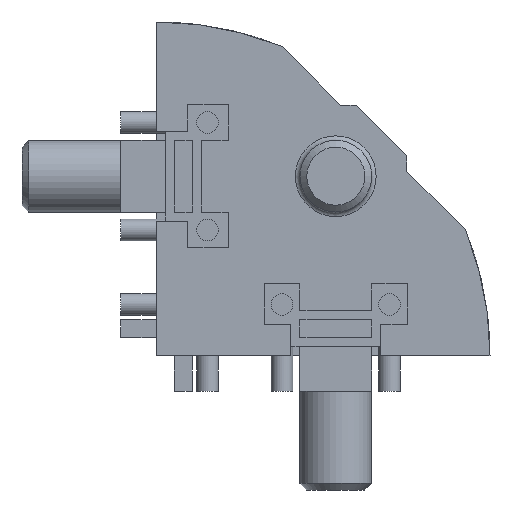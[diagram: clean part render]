
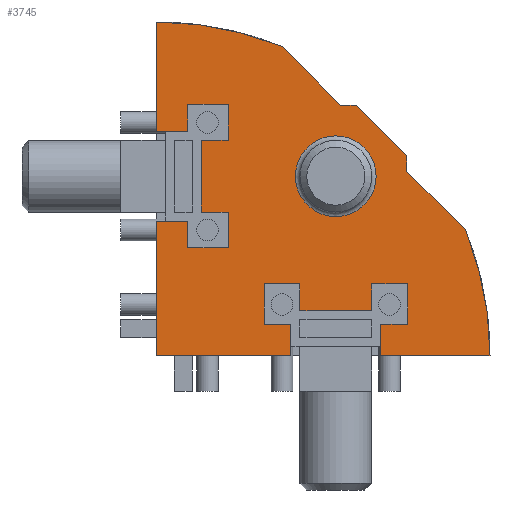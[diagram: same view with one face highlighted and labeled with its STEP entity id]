
A CAD part, left-side view. The second image highlights one B-rep face of the part: STEP entity #3745.
In plain terms, the highlighted planar face has unit normal (-1, 0, 0).
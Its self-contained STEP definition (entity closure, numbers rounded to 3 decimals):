
#59=FACE_BOUND('',#1411,.T.);
#166=PLANE('',#4044);
#462=LINE('',#5872,#867);
#465=LINE('',#5877,#870);
#467=LINE('',#5881,#872);
#469=LINE('',#5885,#874);
#471=LINE('',#5889,#876);
#473=LINE('',#5893,#878);
#475=LINE('',#5897,#880);
#480=LINE('',#5906,#885);
#481=LINE('',#5909,#886);
#484=LINE('',#5915,#889);
#487=LINE('',#5921,#892);
#490=LINE('',#5927,#895);
#493=LINE('',#5933,#898);
#496=LINE('',#5939,#901);
#499=LINE('',#5945,#904);
#502=LINE('',#5951,#907);
#505=LINE('',#5957,#910);
#508=LINE('',#5963,#913);
#513=LINE('',#5971,#918);
#514=LINE('',#5974,#919);
#516=LINE('',#5978,#921);
#518=LINE('',#5981,#923);
#534=LINE('',#6030,#939);
#535=LINE('',#6032,#940);
#541=LINE('',#6043,#946);
#542=LINE('',#6044,#947);
#546=LINE('',#6054,#951);
#547=LINE('',#6056,#952);
#548=LINE('',#6058,#953);
#549=LINE('',#6060,#954);
#550=LINE('',#6061,#955);
#867=VECTOR('',#4704,1000.);
#870=VECTOR('',#4709,1000.);
#872=VECTOR('',#4713,1000.);
#874=VECTOR('',#4717,1000.);
#876=VECTOR('',#4721,1000.);
#878=VECTOR('',#4725,1000.);
#880=VECTOR('',#4729,1000.);
#885=VECTOR('',#4736,1000.);
#886=VECTOR('',#4739,1000.);
#889=VECTOR('',#4744,1000.);
#892=VECTOR('',#4749,1000.);
#895=VECTOR('',#4754,1000.);
#898=VECTOR('',#4759,1000.);
#901=VECTOR('',#4764,1000.);
#904=VECTOR('',#4769,1000.);
#907=VECTOR('',#4774,1000.);
#910=VECTOR('',#4779,1000.);
#913=VECTOR('',#4784,1000.);
#918=VECTOR('',#4791,1000.);
#919=VECTOR('',#4794,1000.);
#921=VECTOR('',#4798,1000.);
#923=VECTOR('',#4802,1000.);
#939=VECTOR('',#4860,1000.);
#940=VECTOR('',#4861,1000.);
#946=VECTOR('',#4869,1000.);
#947=VECTOR('',#4870,1000.);
#951=VECTOR('',#4878,1000.);
#952=VECTOR('',#4879,1000.);
#953=VECTOR('',#4880,1000.);
#954=VECTOR('',#4881,1000.);
#955=VECTOR('',#4882,1000.);
#1192=FACE_OUTER_BOUND('',#1410,.T.);
#1410=EDGE_LOOP('',(#3226,#3227,#3228,#3229,#3230,#3231,#3232,#3233,#3234,
#3235,#3236,#3237,#3238,#3239,#3240,#3241,#3242,#3243,#3244,#3245,#3246,
#3247,#3248,#3249,#3250,#3251,#3252,#3253,#3254,#3255,#3256,#3257,#3258));
#1411=EDGE_LOOP('',(#3259,#3260));
#1565=CIRCLE('',#4038,37.2);
#1566=CIRCLE('',#4040,37.2);
#1568=CIRCLE('',#4045,4.5);
#1569=CIRCLE('',#4046,4.5);
#1842=VERTEX_POINT('',#5870);
#1843=VERTEX_POINT('',#5871);
#1844=VERTEX_POINT('',#5876);
#1845=VERTEX_POINT('',#5880);
#1846=VERTEX_POINT('',#5884);
#1847=VERTEX_POINT('',#5888);
#1848=VERTEX_POINT('',#5892);
#1849=VERTEX_POINT('',#5896);
#1850=VERTEX_POINT('',#5900);
#1852=VERTEX_POINT('',#5904);
#1853=VERTEX_POINT('',#5908);
#1855=VERTEX_POINT('',#5914);
#1857=VERTEX_POINT('',#5920);
#1859=VERTEX_POINT('',#5926);
#1861=VERTEX_POINT('',#5932);
#1863=VERTEX_POINT('',#5938);
#1865=VERTEX_POINT('',#5944);
#1867=VERTEX_POINT('',#5950);
#1869=VERTEX_POINT('',#5956);
#1871=VERTEX_POINT('',#5962);
#1872=VERTEX_POINT('',#5967);
#1873=VERTEX_POINT('',#5969);
#1874=VERTEX_POINT('',#5973);
#1875=VERTEX_POINT('',#5977);
#1877=VERTEX_POINT('',#5987);
#1885=VERTEX_POINT('',#6019);
#1886=VERTEX_POINT('',#6021);
#1887=VERTEX_POINT('',#6025);
#1888=VERTEX_POINT('',#6031);
#1896=VERTEX_POINT('',#6053);
#1897=VERTEX_POINT('',#6055);
#1898=VERTEX_POINT('',#6057);
#1899=VERTEX_POINT('',#6059);
#1900=VERTEX_POINT('',#6062);
#1901=VERTEX_POINT('',#6063);
#2288=EDGE_CURVE('',#1842,#1843,#462,.T.);
#2291=EDGE_CURVE('',#1844,#1842,#465,.T.);
#2293=EDGE_CURVE('',#1845,#1844,#467,.T.);
#2295=EDGE_CURVE('',#1846,#1845,#469,.T.);
#2297=EDGE_CURVE('',#1847,#1846,#471,.T.);
#2299=EDGE_CURVE('',#1848,#1847,#473,.T.);
#2301=EDGE_CURVE('',#1849,#1848,#475,.T.);
#2306=EDGE_CURVE('',#1852,#1850,#480,.T.);
#2307=EDGE_CURVE('',#1853,#1852,#481,.T.);
#2310=EDGE_CURVE('',#1855,#1853,#484,.T.);
#2313=EDGE_CURVE('',#1857,#1855,#487,.T.);
#2316=EDGE_CURVE('',#1859,#1857,#490,.T.);
#2319=EDGE_CURVE('',#1861,#1859,#493,.T.);
#2322=EDGE_CURVE('',#1863,#1861,#496,.T.);
#2325=EDGE_CURVE('',#1865,#1863,#499,.T.);
#2328=EDGE_CURVE('',#1867,#1865,#502,.T.);
#2331=EDGE_CURVE('',#1869,#1867,#505,.T.);
#2334=EDGE_CURVE('',#1871,#1869,#508,.T.);
#2339=EDGE_CURVE('',#1873,#1872,#513,.T.);
#2340=EDGE_CURVE('',#1874,#1873,#514,.T.);
#2342=EDGE_CURVE('',#1875,#1874,#516,.T.);
#2344=EDGE_CURVE('',#1843,#1875,#518,.T.);
#2364=EDGE_CURVE('',#1886,#1885,#1565,.T.);
#2366=EDGE_CURVE('',#1877,#1887,#1566,.T.);
#2369=EDGE_CURVE('',#1871,#1877,#534,.T.);
#2370=EDGE_CURVE('',#1888,#1850,#535,.T.);
#2376=EDGE_CURVE('',#1849,#1888,#541,.T.);
#2377=EDGE_CURVE('',#1885,#1872,#542,.T.);
#2382=EDGE_CURVE('',#1887,#1896,#546,.T.);
#2383=EDGE_CURVE('',#1896,#1897,#547,.T.);
#2384=EDGE_CURVE('',#1897,#1898,#548,.T.);
#2385=EDGE_CURVE('',#1898,#1899,#549,.T.);
#2386=EDGE_CURVE('',#1899,#1886,#550,.T.);
#2387=EDGE_CURVE('',#1900,#1901,#1568,.T.);
#2388=EDGE_CURVE('',#1901,#1900,#1569,.T.);
#3226=ORIENTED_EDGE('',*,*,#2334,.F.);
#3227=ORIENTED_EDGE('',*,*,#2369,.T.);
#3228=ORIENTED_EDGE('',*,*,#2366,.T.);
#3229=ORIENTED_EDGE('',*,*,#2382,.T.);
#3230=ORIENTED_EDGE('',*,*,#2383,.T.);
#3231=ORIENTED_EDGE('',*,*,#2384,.T.);
#3232=ORIENTED_EDGE('',*,*,#2385,.T.);
#3233=ORIENTED_EDGE('',*,*,#2386,.T.);
#3234=ORIENTED_EDGE('',*,*,#2364,.T.);
#3235=ORIENTED_EDGE('',*,*,#2377,.T.);
#3236=ORIENTED_EDGE('',*,*,#2339,.F.);
#3237=ORIENTED_EDGE('',*,*,#2340,.F.);
#3238=ORIENTED_EDGE('',*,*,#2342,.F.);
#3239=ORIENTED_EDGE('',*,*,#2344,.F.);
#3240=ORIENTED_EDGE('',*,*,#2288,.F.);
#3241=ORIENTED_EDGE('',*,*,#2291,.F.);
#3242=ORIENTED_EDGE('',*,*,#2293,.F.);
#3243=ORIENTED_EDGE('',*,*,#2295,.F.);
#3244=ORIENTED_EDGE('',*,*,#2297,.F.);
#3245=ORIENTED_EDGE('',*,*,#2299,.F.);
#3246=ORIENTED_EDGE('',*,*,#2301,.F.);
#3247=ORIENTED_EDGE('',*,*,#2376,.T.);
#3248=ORIENTED_EDGE('',*,*,#2370,.T.);
#3249=ORIENTED_EDGE('',*,*,#2306,.F.);
#3250=ORIENTED_EDGE('',*,*,#2307,.F.);
#3251=ORIENTED_EDGE('',*,*,#2310,.F.);
#3252=ORIENTED_EDGE('',*,*,#2313,.F.);
#3253=ORIENTED_EDGE('',*,*,#2316,.F.);
#3254=ORIENTED_EDGE('',*,*,#2319,.F.);
#3255=ORIENTED_EDGE('',*,*,#2322,.F.);
#3256=ORIENTED_EDGE('',*,*,#2325,.F.);
#3257=ORIENTED_EDGE('',*,*,#2328,.F.);
#3258=ORIENTED_EDGE('',*,*,#2331,.F.);
#3259=ORIENTED_EDGE('',*,*,#2387,.F.);
#3260=ORIENTED_EDGE('',*,*,#2388,.F.);
#3745=ADVANCED_FACE('',(#1192,#59),#166,.T.);
#4038=AXIS2_PLACEMENT_3D('',#6022,#4849,#4850);
#4040=AXIS2_PLACEMENT_3D('',#6026,#4854,#4855);
#4044=AXIS2_PLACEMENT_3D('',#6052,#4876,#4877);
#4045=AXIS2_PLACEMENT_3D('',#6064,#4883,#4884);
#4046=AXIS2_PLACEMENT_3D('',#6065,#4885,#4886);
#4704=DIRECTION('',(0.,-1.,0.));
#4709=DIRECTION('',(0.,0.,1.));
#4713=DIRECTION('',(0.,1.,0.));
#4717=DIRECTION('',(0.,0.,1.));
#4721=DIRECTION('',(0.,-1.,0.));
#4725=DIRECTION('',(0.,0.,-1.));
#4729=DIRECTION('',(0.,-1.,0.));
#4736=DIRECTION('',(0.,0.,-1.));
#4739=DIRECTION('',(0.,-1.,0.));
#4744=DIRECTION('',(0.,0.,-1.));
#4749=DIRECTION('',(0.,1.,0.));
#4754=DIRECTION('',(0.,0.,1.));
#4759=DIRECTION('',(0.,1.,0.));
#4764=DIRECTION('',(0.,0.,-1.));
#4769=DIRECTION('',(0.,1.,0.));
#4774=DIRECTION('',(0.,0.,1.));
#4779=DIRECTION('',(0.,-1.,0.));
#4784=DIRECTION('',(0.,0.,1.));
#4791=DIRECTION('',(0.,1.,0.));
#4794=DIRECTION('',(0.,0.,-1.));
#4798=DIRECTION('',(0.,1.,0.));
#4802=DIRECTION('',(0.,0.,1.));
#4849=DIRECTION('center_axis',(-1.,0.,0.));
#4850=DIRECTION('ref_axis',(0.,0.,-1.));
#4854=DIRECTION('center_axis',(-1.,0.,0.));
#4855=DIRECTION('ref_axis',(0.,0.,-1.));
#4860=DIRECTION('',(0.,-1.,0.));
#4861=DIRECTION('',(0.,-1.,0.));
#4869=DIRECTION('',(0.,0.,-1.));
#4870=DIRECTION('',(0.,0.,-1.));
#4876=DIRECTION('center_axis',(-1.,0.,0.));
#4877=DIRECTION('ref_axis',(0.,0.,-1.));
#4878=DIRECTION('',(0.,0.707,0.707));
#4879=DIRECTION('',(0.,0.,1.));
#4880=DIRECTION('',(0.,0.707,0.707));
#4881=DIRECTION('',(0.,1.,0.));
#4882=DIRECTION('',(0.,0.707,0.707));
#4883=DIRECTION('center_axis',(-1.,0.,0.));
#4884=DIRECTION('ref_axis',(0.,0.,-1.));
#4885=DIRECTION('center_axis',(-1.,0.,0.));
#4886=DIRECTION('ref_axis',(0.,0.,-1.));
#5870=CARTESIAN_POINT('',(-20.,15.,4.));
#5871=CARTESIAN_POINT('',(-20.,12.,4.));
#5872=CARTESIAN_POINT('',(-20.,15.,4.));
#5876=CARTESIAN_POINT('',(-20.,15.,-4.));
#5877=CARTESIAN_POINT('',(-20.,15.,-4.));
#5880=CARTESIAN_POINT('',(-20.,12.,-4.));
#5881=CARTESIAN_POINT('',(-20.,12.,-4.));
#5884=CARTESIAN_POINT('',(-20.,12.,-8.));
#5885=CARTESIAN_POINT('',(-20.,12.,-8.));
#5888=CARTESIAN_POINT('',(-20.,16.5,-8.));
#5889=CARTESIAN_POINT('',(-20.,16.5,-8.));
#5892=CARTESIAN_POINT('',(-20.,16.5,-5.));
#5893=CARTESIAN_POINT('',(-20.,16.5,-5.));
#5896=CARTESIAN_POINT('',(-20.,20.,-5.));
#5897=CARTESIAN_POINT('',(-20.,20.,-5.));
#5900=CARTESIAN_POINT('',(-20.,5.,-20.));
#5904=CARTESIAN_POINT('',(-20.,5.,-16.5));
#5906=CARTESIAN_POINT('',(-20.,5.,-16.5));
#5908=CARTESIAN_POINT('',(-20.,8.,-16.5));
#5909=CARTESIAN_POINT('',(-20.,8.,-16.5));
#5914=CARTESIAN_POINT('',(-20.,8.,-12.));
#5915=CARTESIAN_POINT('',(-20.,8.,-12.));
#5920=CARTESIAN_POINT('',(-20.,4.,-12.));
#5921=CARTESIAN_POINT('',(-20.,4.,-12.));
#5926=CARTESIAN_POINT('',(-20.,4.,-15.));
#5927=CARTESIAN_POINT('',(-20.,4.,-15.));
#5932=CARTESIAN_POINT('',(-20.,-4.,-15.));
#5933=CARTESIAN_POINT('',(-20.,-4.,-15.));
#5938=CARTESIAN_POINT('',(-20.,-4.,-12.));
#5939=CARTESIAN_POINT('',(-20.,-4.,-12.));
#5944=CARTESIAN_POINT('',(-20.,-8.,-12.));
#5945=CARTESIAN_POINT('',(-20.,-8.,-12.));
#5950=CARTESIAN_POINT('',(-20.,-8.,-16.5));
#5951=CARTESIAN_POINT('',(-20.,-8.,-16.5));
#5956=CARTESIAN_POINT('',(-20.,-5.,-16.5));
#5957=CARTESIAN_POINT('',(-20.,-5.,-16.5));
#5962=CARTESIAN_POINT('',(-20.,-5.,-20.));
#5963=CARTESIAN_POINT('',(-20.,-5.,-20.));
#5967=CARTESIAN_POINT('',(-20.,20.,5.));
#5969=CARTESIAN_POINT('',(-20.,16.5,5.));
#5971=CARTESIAN_POINT('',(-20.,16.5,5.));
#5973=CARTESIAN_POINT('',(-20.,16.5,8.));
#5974=CARTESIAN_POINT('',(-20.,16.5,8.));
#5977=CARTESIAN_POINT('',(-20.,12.,8.));
#5978=CARTESIAN_POINT('',(-20.,12.,8.));
#5981=CARTESIAN_POINT('',(-20.,12.,4.));
#5987=CARTESIAN_POINT('',(-20.,-17.2,-20.));
#6019=CARTESIAN_POINT('',(-20.,20.,17.2));
#6021=CARTESIAN_POINT('',(-20.,5.966,14.451));
#6022=CARTESIAN_POINT('Origin',(-20.,20.,-20.));
#6025=CARTESIAN_POINT('',(-20.,-14.451,-5.966));
#6026=CARTESIAN_POINT('Origin',(-20.,20.,-20.));
#6030=CARTESIAN_POINT('',(-20.,20.,-20.));
#6031=CARTESIAN_POINT('',(-20.,20.,-20.));
#6032=CARTESIAN_POINT('',(-20.,20.,-20.));
#6043=CARTESIAN_POINT('',(-20.,20.,17.2));
#6044=CARTESIAN_POINT('',(-20.,20.,17.2));
#6052=CARTESIAN_POINT('Origin',(-20.,20.,-20.));
#6053=CARTESIAN_POINT('',(-20.,-7.92,0.566));
#6054=CARTESIAN_POINT('',(-20.,-14.451,-5.966));
#6055=CARTESIAN_POINT('',(-20.,-7.92,2.263));
#6056=CARTESIAN_POINT('',(-20.,-7.92,0.566));
#6057=CARTESIAN_POINT('',(-20.,-2.263,7.92));
#6058=CARTESIAN_POINT('',(-20.,-7.92,2.263));
#6059=CARTESIAN_POINT('',(-20.,-0.566,7.92));
#6060=CARTESIAN_POINT('',(-20.,-2.263,7.92));
#6061=CARTESIAN_POINT('',(-20.,-0.566,7.92));
#6062=CARTESIAN_POINT('',(-20.,0.,-4.5));
#6063=CARTESIAN_POINT('',(-20.,0.,4.5));
#6064=CARTESIAN_POINT('Origin',(-20.,0.,0.));
#6065=CARTESIAN_POINT('Origin',(-20.,0.,0.));
